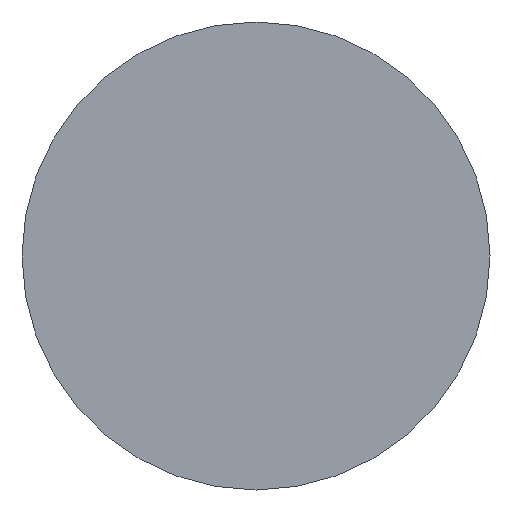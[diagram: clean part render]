
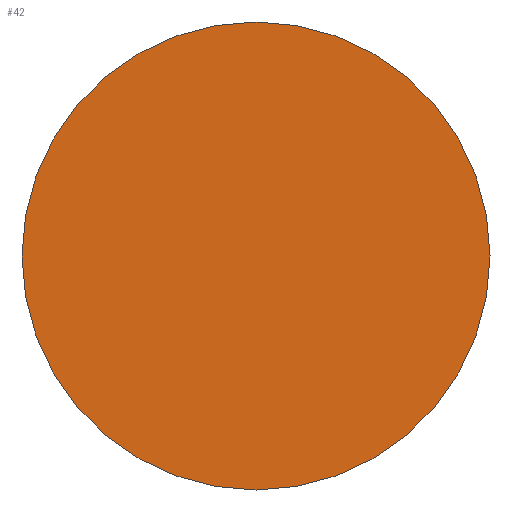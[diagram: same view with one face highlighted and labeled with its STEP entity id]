
A CAD part, front view. The second image highlights one B-rep face of the part: STEP entity #42.
In plain terms, the highlighted planar face has unit normal (0, -1, 0).
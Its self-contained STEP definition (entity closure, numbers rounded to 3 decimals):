
#15=PLANE('',#61);
#18=FACE_OUTER_BOUND('',#21,.T.);
#21=EDGE_LOOP('',(#36));
#25=CIRCLE('',#59,3.);
#27=VERTEX_POINT('',#79);
#30=EDGE_CURVE('',#27,#27,#25,.T.);
#36=ORIENTED_EDGE('',*,*,#30,.F.);
#42=ADVANCED_FACE('',(#18),#15,.F.);
#59=AXIS2_PLACEMENT_3D('',#81,#69,#70);
#61=AXIS2_PLACEMENT_3D('',#83,#73,#74);
#69=DIRECTION('center_axis',(0.,1.,0.));
#70=DIRECTION('ref_axis',(1.,0.,0.));
#73=DIRECTION('center_axis',(0.,1.,0.));
#74=DIRECTION('ref_axis',(1.,0.,0.));
#79=CARTESIAN_POINT('',(-3.,0.,0.));
#81=CARTESIAN_POINT('Origin',(0.,0.,0.));
#83=CARTESIAN_POINT('Origin',(0.,0.,0.));
